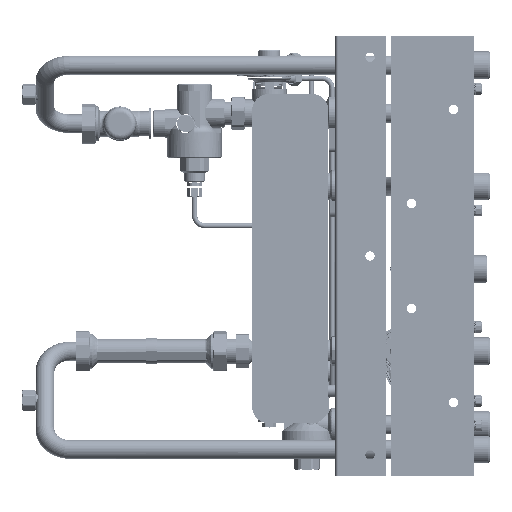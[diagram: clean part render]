
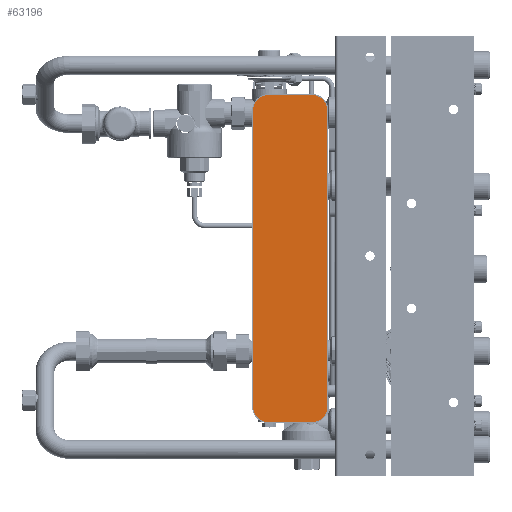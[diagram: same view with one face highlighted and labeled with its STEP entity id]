
A CAD part, left-side view. The second image highlights one B-rep face of the part: STEP entity #63196.
In plain terms, the highlighted planar face has unit normal (-1, 0, 0).
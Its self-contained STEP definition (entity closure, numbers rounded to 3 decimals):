
#62636=CARTESIAN_POINT('Vertex',(-63.837,2.992,154.)) ;
#62639=CARTESIAN_POINT('Axis2P3D Location',(-63.837,2.992,139.)) ;
#62643=CARTESIAN_POINT('Vertex',(-63.837,-12.008,139.)) ;
#62670=CARTESIAN_POINT('Line Origine',(-63.837,-12.008,-2.5)) ;
#62674=CARTESIAN_POINT('Vertex',(-63.837,-12.008,-144.)) ;
#62701=CARTESIAN_POINT('Axis2P3D Location',(-63.837,2.992,-144.)) ;
#62705=CARTESIAN_POINT('Vertex',(-63.837,2.992,-159.)) ;
#62732=CARTESIAN_POINT('Line Origine',(-63.837,23.492,-159.)) ;
#62736=CARTESIAN_POINT('Vertex',(-63.837,43.992,-159.)) ;
#62763=CARTESIAN_POINT('Axis2P3D Location',(-63.837,43.992,-144.)) ;
#62767=CARTESIAN_POINT('Vertex',(-63.837,58.992,-144.)) ;
#62794=CARTESIAN_POINT('Line Origine',(-63.837,58.992,-2.5)) ;
#62798=CARTESIAN_POINT('Vertex',(-63.837,58.992,139.)) ;
#62825=CARTESIAN_POINT('Axis2P3D Location',(-63.837,43.992,139.)) ;
#62829=CARTESIAN_POINT('Vertex',(-63.837,43.992,154.)) ;
#62854=CARTESIAN_POINT('Line Origine',(-63.837,23.492,154.)) ;
#63181=CARTESIAN_POINT('Axis2P3D Location',(-63.837,23.492,-2.5)) ;
#62672=VECTOR('Line Direction',#62671,1.) ;
#62734=VECTOR('Line Direction',#62733,1.) ;
#62796=VECTOR('Line Direction',#62795,1.) ;
#62856=VECTOR('Line Direction',#62855,1.) ;
#62640=DIRECTION('Axis2P3D Direction',(-1.,0.,0.)) ;
#62671=DIRECTION('Vector Direction',(0.,0.,1.)) ;
#62702=DIRECTION('Axis2P3D Direction',(-1.,0.,0.)) ;
#62733=DIRECTION('Vector Direction',(0.,-1.,0.)) ;
#62764=DIRECTION('Axis2P3D Direction',(-1.,0.,0.)) ;
#62795=DIRECTION('Vector Direction',(0.,0.,-1.)) ;
#62826=DIRECTION('Axis2P3D Direction',(-1.,0.,0.)) ;
#62855=DIRECTION('Vector Direction',(0.,1.,0.)) ;
#63182=DIRECTION('Axis2P3D Direction',(1.,0.,0.)) ;
#63183=DIRECTION('Axis2P3D XDirection',(0.,0.,-1.)) ;
#62641=AXIS2_PLACEMENT_3D('Circle Axis2P3D',#62639,#62640,$) ;
#62703=AXIS2_PLACEMENT_3D('Circle Axis2P3D',#62701,#62702,$) ;
#62765=AXIS2_PLACEMENT_3D('Circle Axis2P3D',#62763,#62764,$) ;
#62827=AXIS2_PLACEMENT_3D('Circle Axis2P3D',#62825,#62826,$) ;
#63184=AXIS2_PLACEMENT_3D('Plane Axis2P3D',#63181,#63182,#63183) ;
#62673=LINE('Line',#62670,#62672) ;
#62735=LINE('Line',#62732,#62734) ;
#62797=LINE('Line',#62794,#62796) ;
#62857=LINE('Line',#62854,#62856) ;
#62642=CIRCLE('generated circle',#62641,15.) ;
#62704=CIRCLE('generated circle',#62703,15.) ;
#62766=CIRCLE('generated circle',#62765,15.) ;
#62828=CIRCLE('generated circle',#62827,15.) ;
#63185=PLANE('',#63184) ;
#62645=EDGE_CURVE('',#62644,#62637,#62642,.T.) ;
#62676=EDGE_CURVE('',#62675,#62644,#62673,.T.) ;
#62707=EDGE_CURVE('',#62706,#62675,#62704,.T.) ;
#62738=EDGE_CURVE('',#62737,#62706,#62735,.T.) ;
#62769=EDGE_CURVE('',#62768,#62737,#62766,.T.) ;
#62800=EDGE_CURVE('',#62799,#62768,#62797,.T.) ;
#62831=EDGE_CURVE('',#62830,#62799,#62828,.T.) ;
#62858=EDGE_CURVE('',#62637,#62830,#62857,.T.) ;
#63187=ORIENTED_EDGE('',*,*,#62645,.T.) ;
#63188=ORIENTED_EDGE('',*,*,#62858,.T.) ;
#63189=ORIENTED_EDGE('',*,*,#62831,.T.) ;
#63190=ORIENTED_EDGE('',*,*,#62800,.T.) ;
#63191=ORIENTED_EDGE('',*,*,#62769,.T.) ;
#63192=ORIENTED_EDGE('',*,*,#62738,.T.) ;
#63193=ORIENTED_EDGE('',*,*,#62707,.T.) ;
#63194=ORIENTED_EDGE('',*,*,#62676,.T.) ;
#63186=EDGE_LOOP('',(#63187,#63188,#63189,#63190,#63191,#63192,#63193,#63194)) ;
#62637=VERTEX_POINT('',#62636) ;
#62644=VERTEX_POINT('',#62643) ;
#62675=VERTEX_POINT('',#62674) ;
#62706=VERTEX_POINT('',#62705) ;
#62737=VERTEX_POINT('',#62736) ;
#62768=VERTEX_POINT('',#62767) ;
#62799=VERTEX_POINT('',#62798) ;
#62830=VERTEX_POINT('',#62829) ;
#63196=ADVANCED_FACE('OPEN_SHELL #259',(#63195),#63185,.F.) ;
#63195=FACE_OUTER_BOUND('',#63186,.T.) ;
